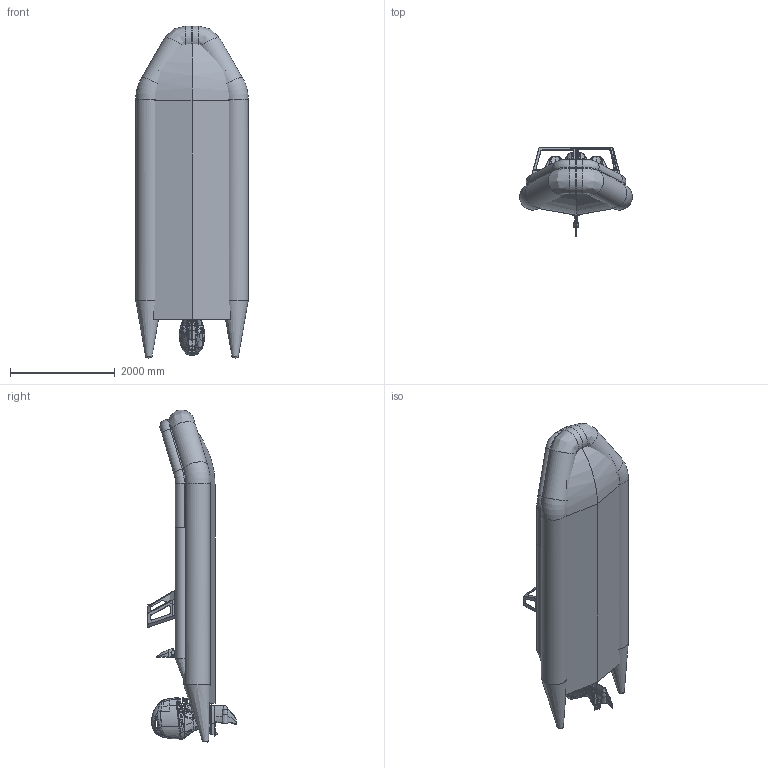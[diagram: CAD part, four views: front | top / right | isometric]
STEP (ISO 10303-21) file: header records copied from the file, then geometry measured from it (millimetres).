
FILE_DESCRIPTION(('FreeCAD Model'),'2;1');
FILE_NAME('Open CASCADE Shape Model','2025-05-03T13:33:48',('FreeCAD'),( 'FreeCAD'),'Open CASCADE STEP processor 7.6','FreeCAD','Unknown');
FILE_SCHEMA(('AUTOMOTIVE_DESIGN { 1 0 10303 214 1 1 1 1 }'));
Products named in the file (1): Open CASCADE STEP translator 7.6 1
Bounding box: 2149.33 x 1700.11 x 6342.77 mm (x, y, z)
Volume: 2847321231.2 mm3; surface area: 45939674 mm2
Topology: 33 solids, 44 shells, 3336 faces, 8553 edges, 5286 vertices
Faces by surface type: bspline 1715, plane 1086, cylinder 420, cone 57, torus 31, sphere 27
Full cylindrical faces by diameter (mm): 8 x3, 8.376 x2, 8.5 x12, 9 x1, 9.525 x2, 10 x4, 12.903 x2, 14 x10, 20 x2, 22.1 x1, 23 x2, 25.5 x1, 25.6 x2, 26.5 x1, 29.4 x2, 30 x2, 32 x1, 40 x6, 48 x1, 58 x1, 61.6 x1, 62 x1, 80 x2, 103.059 x2, 115.059 x2, 180 x2, 250 x2, 500 x2
Entity records: 363675 total; most frequent: CARTESIAN_POINT 296092, ORIENTED_EDGE 16621, DIRECTION 9006, EDGE_CURVE 8508, VERTEX_POINT 5286, B_SPLINE_CURVE_WITH_KNOTS 4082, FACE_BOUND 3456, EDGE_LOOP 3456
